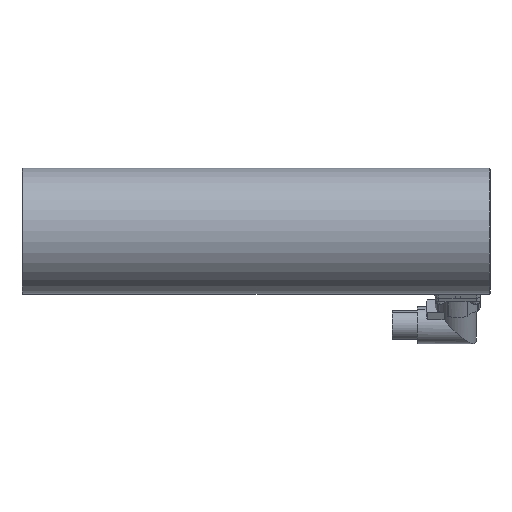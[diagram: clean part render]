
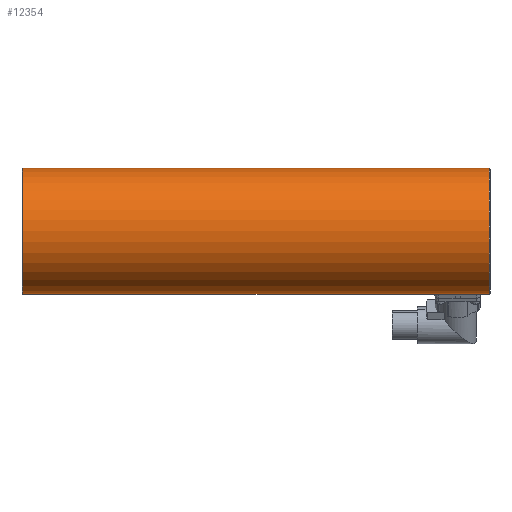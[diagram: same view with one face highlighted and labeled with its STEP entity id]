
A CAD part, front view. The second image highlights one B-rep face of the part: STEP entity #12354.
In plain terms, the highlighted cylindrical face has radius 35 mm (diameter 70 mm), a partial arc.
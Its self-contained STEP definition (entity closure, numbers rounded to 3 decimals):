
#619 = CARTESIAN_POINT ( 'NONE',  ( -0.4, 0., 0. ) ) ;
#2665 = VERTEX_POINT ( 'NONE', #3325 ) ;
#3325 = CARTESIAN_POINT ( 'NONE',  ( -0.4, 0., 35. ) ) ;
#4048 = VECTOR ( 'NONE', #12993, 1000. ) ;
#4574 = VERTEX_POINT ( 'NONE', #15448 ) ;
#5290 = LINE ( 'NONE', #10618, #12211 ) ;
#5592 = VERTEX_POINT ( 'NONE', #19686 ) ;
#6414 = EDGE_CURVE ( 'NONE', #4574, #9368, #8242, .T. ) ;
#6895 = DIRECTION ( 'NONE',  ( -1., 0., 0. ) ) ;
#7101 = EDGE_CURVE ( 'NONE', #5592, #4574, #16590, .T. ) ;
#7794 = DIRECTION ( 'NONE',  ( 1., 0., 0. ) ) ;
#7822 = ORIENTED_EDGE ( 'NONE', *, *, #7101, .T. ) ;
#8009 = DIRECTION ( 'NONE',  ( 0., 0., -1. ) ) ;
#8209 = CARTESIAN_POINT ( 'NONE',  ( -260., 0., -35. ) ) ;
#8242 = LINE ( 'NONE', #8209, #4048 ) ;
#8363 = FACE_OUTER_BOUND ( 'NONE', #20262, .T. ) ;
#8852 = AXIS2_PLACEMENT_3D ( 'NONE', #17640, #14243, #8009 ) ;
#9368 = VERTEX_POINT ( 'NONE', #11380 ) ;
#9413 = CIRCLE ( 'NONE', #15245, 35. ) ;
#10343 = EDGE_CURVE ( 'NONE', #9368, #2665, #9413, .T. ) ;
#10618 = CARTESIAN_POINT ( 'NONE',  ( -260., 0., 35. ) ) ;
#11380 = CARTESIAN_POINT ( 'NONE',  ( -0.4, 0., -35. ) ) ;
#12211 = VECTOR ( 'NONE', #7794, 1000. ) ;
#12354 = ADVANCED_FACE ( 'NONE', ( #8363 ), #16025, .T. ) ;
#12993 = DIRECTION ( 'NONE',  ( 1., 0., 0. ) ) ;
#14058 = DIRECTION ( 'NONE',  ( 1., 0., 0. ) ) ;
#14186 = DIRECTION ( 'NONE',  ( 0., 0., -1. ) ) ;
#14243 = DIRECTION ( 'NONE',  ( 1., 0., 0. ) ) ;
#14371 = EDGE_CURVE ( 'NONE', #5592, #2665, #5290, .T. ) ;
#15245 = AXIS2_PLACEMENT_3D ( 'NONE', #619, #6895, #17980 ) ;
#15385 = AXIS2_PLACEMENT_3D ( 'NONE', #18849, #14058, #14186 ) ;
#15448 = CARTESIAN_POINT ( 'NONE',  ( -259.6, 0., -35. ) ) ;
#16025 = CYLINDRICAL_SURFACE ( 'NONE', #8852, 35. ) ;
#16590 = CIRCLE ( 'NONE', #15385, 35. ) ;
#17640 = CARTESIAN_POINT ( 'NONE',  ( -260., 0., 0. ) ) ;
#17980 = DIRECTION ( 'NONE',  ( 0., 0., -1. ) ) ;
#18765 = ORIENTED_EDGE ( 'NONE', *, *, #14371, .F. ) ;
#18849 = CARTESIAN_POINT ( 'NONE',  ( -259.6, 0., 0. ) ) ;
#19686 = CARTESIAN_POINT ( 'NONE',  ( -259.6, 0., 35. ) ) ;
#19706 = ORIENTED_EDGE ( 'NONE', *, *, #6414, .T. ) ;
#20222 = ORIENTED_EDGE ( 'NONE', *, *, #10343, .T. ) ;
#20262 = EDGE_LOOP ( 'NONE', ( #18765, #7822, #19706, #20222 ) ) ;
